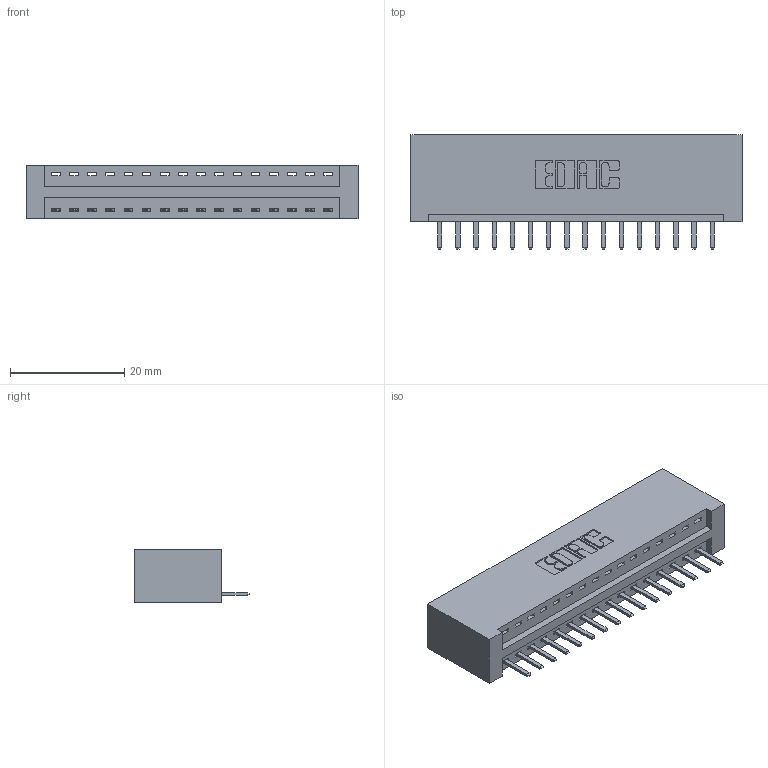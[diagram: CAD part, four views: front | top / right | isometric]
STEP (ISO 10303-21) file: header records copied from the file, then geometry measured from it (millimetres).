
FILE_DESCRIPTION (( 'STEP AP203' ), '1' );
FILE_NAME ('396-016-520-101.STEP', '2019-10-26T17:50:48', ( '' ), ( '' ), 'SwSTEP 2.0', 'SolidWorks 2016', '' );
FILE_SCHEMA (( 'CONFIG_CONTROL_DESIGN' ));
Length unit declared in the file: inch
Products named in the file (3): 396-016-520-101; 346 Part_No Mounting Lugs; 345-292-001_345-293-120
Assembly tree (17 placements, depth 2):
  396-016-520-101
    346 Part_No Mounting Lugs
    345-292-001_345-293-120  x16
Bounding box: 58.04 x 20.02 x 9.4 mm (x, y, z)
Volume: 5879.9 mm3; surface area: 6990 mm2
Topology: 17 solids, 17 shells, 1106 faces, 3249 edges, 2122 vertices
Faces by surface type: plane 744, cylinder 362
Entity records: 13267 total; most frequent: CARTESIAN_POINT 2300, ORIENTED_EDGE 2238, DIRECTION 2043, EDGE_CURVE 1119, LINE 927, VECTOR 927, VERTEX_POINT 742, AXIS2_PLACEMENT_3D 558
